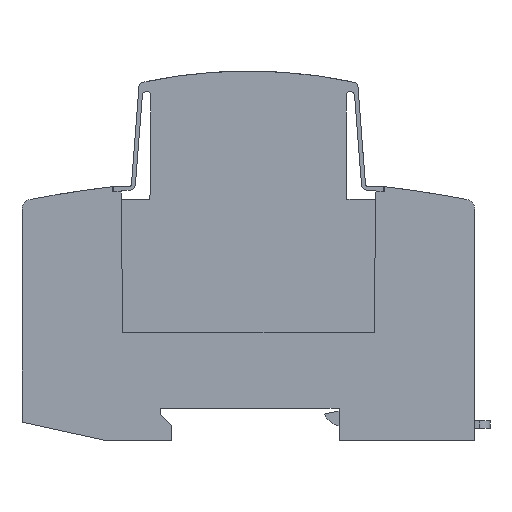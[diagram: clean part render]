
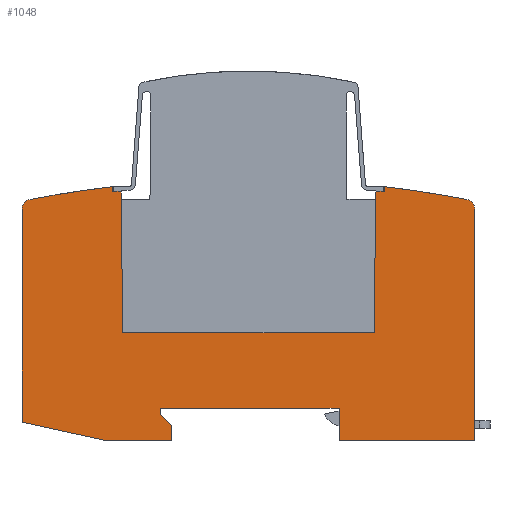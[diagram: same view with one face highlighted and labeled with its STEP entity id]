
A CAD part, left-side view. The second image highlights one B-rep face of the part: STEP entity #1048.
In plain terms, the highlighted planar face has unit normal (-1, 0, 0).
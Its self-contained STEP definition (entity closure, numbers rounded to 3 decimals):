
#1048=ADVANCED_FACE('',(#2116),#2117,.F.);
#2116=FACE_OUTER_BOUND('',#3175,.T.);
#2117=PLANE('',#3176);
#3175=EDGE_LOOP('',(#6418,#6419,#6420,#6421,#6422,#6423,#6424,#6425,#6426,#6427,#6428,#6429,#6430,#6431,#6432,#6433,#6434,#6435,#6436,#6437,#6438,#6439,#6440,#6441,#6442));
#3176=AXIS2_PLACEMENT_3D('',#6443,#6444,#6445);
#6418=ORIENTED_EDGE('',*,*,#7647,.F.);
#6419=ORIENTED_EDGE('',*,*,#7654,.T.);
#6420=ORIENTED_EDGE('',*,*,#7641,.F.);
#6421=ORIENTED_EDGE('',*,*,#7658,.T.);
#6422=ORIENTED_EDGE('',*,*,#7662,.T.);
#6423=ORIENTED_EDGE('',*,*,#7666,.F.);
#6424=ORIENTED_EDGE('',*,*,#7670,.F.);
#6425=ORIENTED_EDGE('',*,*,#7674,.F.);
#6426=ORIENTED_EDGE('',*,*,#7678,.F.);
#6427=ORIENTED_EDGE('',*,*,#7682,.F.);
#6428=ORIENTED_EDGE('',*,*,#7686,.F.);
#6429=ORIENTED_EDGE('',*,*,#7690,.F.);
#6430=ORIENTED_EDGE('',*,*,#7694,.F.);
#6431=ORIENTED_EDGE('',*,*,#7697,.F.);
#6432=ORIENTED_EDGE('',*,*,#6834,.F.);
#6433=ORIENTED_EDGE('',*,*,#7701,.F.);
#6434=ORIENTED_EDGE('',*,*,#7705,.F.);
#6435=ORIENTED_EDGE('',*,*,#7709,.F.);
#6436=ORIENTED_EDGE('',*,*,#7713,.F.);
#6437=ORIENTED_EDGE('',*,*,#7717,.T.);
#6438=ORIENTED_EDGE('',*,*,#7721,.T.);
#6439=ORIENTED_EDGE('',*,*,#7725,.F.);
#6440=ORIENTED_EDGE('',*,*,#7729,.F.);
#6441=ORIENTED_EDGE('',*,*,#7732,.F.);
#6442=ORIENTED_EDGE('',*,*,#7735,.T.);
#6443=CARTESIAN_POINT('',(-9.0,44.676,22.202));
#6444=DIRECTION('',(1.0,0.0,0.));
#6445=DIRECTION('',(0.,0.0,-1.0));
#6834=EDGE_CURVE('',#8383,#8385,#8386,.T.);
#7641=EDGE_CURVE('',#9520,#9522,#9523,.T.);
#7647=EDGE_CURVE('',#9530,#9532,#9533,.T.);
#7654=EDGE_CURVE('',#9530,#9522,#9541,.T.);
#7658=EDGE_CURVE('',#9520,#9545,#9547,.T.);
#7662=EDGE_CURVE('',#9545,#9551,#9553,.T.);
#7666=EDGE_CURVE('',#9557,#9551,#9559,.T.);
#7670=EDGE_CURVE('',#9563,#9557,#9565,.T.);
#7674=EDGE_CURVE('',#9569,#9563,#9571,.T.);
#7678=EDGE_CURVE('',#9575,#9569,#9577,.T.);
#7682=EDGE_CURVE('',#9581,#9575,#9583,.T.);
#7686=EDGE_CURVE('',#9587,#9581,#9589,.T.);
#7690=EDGE_CURVE('',#9593,#9587,#9595,.T.);
#7694=EDGE_CURVE('',#9599,#9593,#9601,.T.);
#7697=EDGE_CURVE('',#8385,#9599,#9604,.T.);
#7701=EDGE_CURVE('',#9608,#8383,#9610,.T.);
#7705=EDGE_CURVE('',#9614,#9608,#9616,.T.);
#7709=EDGE_CURVE('',#9620,#9614,#9622,.T.);
#7713=EDGE_CURVE('',#9626,#9620,#9628,.T.);
#7717=EDGE_CURVE('',#9626,#9632,#9634,.T.);
#7721=EDGE_CURVE('',#9632,#9638,#9640,.T.);
#7725=EDGE_CURVE('',#9644,#9638,#9646,.T.);
#7729=EDGE_CURVE('',#9650,#9644,#9652,.T.);
#7732=EDGE_CURVE('',#9654,#9650,#9656,.T.);
#7735=EDGE_CURVE('',#9654,#9532,#9659,.T.);
#8383=VERTEX_POINT('',#10928);
#8385=VERTEX_POINT('',#10931);
#8386=LINE('',#10932,#10933);
#9520=VERTEX_POINT('',#12793);
#9522=VERTEX_POINT('',#12796);
#9523=LINE('',#12797,#12798);
#9530=VERTEX_POINT('',#12808);
#9532=VERTEX_POINT('',#12811);
#9533=LINE('',#12812,#12813);
#9541=LINE('',#12825,#12826);
#9545=VERTEX_POINT('',#12831);
#9547=LINE('',#12834,#12835);
#9551=VERTEX_POINT('',#12840);
#9553=LINE('',#12843,#12844);
#9557=VERTEX_POINT('',#12848);
#9559=CIRCLE('',#12851,230.);
#9563=VERTEX_POINT('',#12855);
#9565=CIRCLE('',#12858,2.);
#9569=VERTEX_POINT('',#12863);
#9571=LINE('',#12866,#12867);
#9575=VERTEX_POINT('',#12872);
#9577=LINE('',#12875,#12876);
#9581=VERTEX_POINT('',#12881);
#9583=LINE('',#12884,#12885);
#9587=VERTEX_POINT('',#12890);
#9589=LINE('',#12893,#12894);
#9593=VERTEX_POINT('',#12899);
#9595=LINE('',#12902,#12903);
#9599=VERTEX_POINT('',#12908);
#9601=LINE('',#12911,#12912);
#9604=LINE('',#12916,#12917);
#9608=VERTEX_POINT('',#12922);
#9610=LINE('',#12925,#12926);
#9614=VERTEX_POINT('',#12931);
#9616=LINE('',#12934,#12935);
#9620=VERTEX_POINT('',#12939);
#9622=CIRCLE('',#12942,2.);
#9626=VERTEX_POINT('',#12946);
#9628=CIRCLE('',#12949,230.);
#9632=VERTEX_POINT('',#12954);
#9634=LINE('',#12957,#12958);
#9638=VERTEX_POINT('',#12963);
#9640=LINE('',#12966,#12967);
#9644=VERTEX_POINT('',#12972);
#9646=LINE('',#12975,#12976);
#9650=VERTEX_POINT('',#12981);
#9652=LINE('',#12984,#12985);
#9654=VERTEX_POINT('',#12987);
#9656=LINE('',#12990,#12991);
#9659=LINE('',#12995,#12996);
#10928=CARTESIAN_POINT('',(-9.0,27.0,0.));
#10931=CARTESIAN_POINT('',(-9.0,27.0,6.5));
#10932=CARTESIAN_POINT('',(-9.0,27.0,0.));
#10933=VECTOR('',#13499,1.0);
#12793=CARTESIAN_POINT('',(-9.0,72.0,49.5));
#12796=CARTESIAN_POINT('',(-9.0,70.26,49.676));
#12797=CARTESIAN_POINT('',(-9.0,72.0,49.5));
#12798=VECTOR('',#14288,1.0);
#12808=CARTESIAN_POINT('',(-9.0,70.26,49.26));
#12811=CARTESIAN_POINT('',(-9.0,70.018,21.5));
#12812=CARTESIAN_POINT('',(-9.0,70.26,49.26));
#12813=VECTOR('',#14293,1.0);
#12825=CARTESIAN_POINT('',(-9.0,70.26,49.26));
#12826=VECTOR('',#14298,1.0);
#12831=CARTESIAN_POINT('',(-9.0,72.0,50.5));
#12834=CARTESIAN_POINT('',(-9.0,72.0,49.5));
#12835=VECTOR('',#14301,1.0);
#12840=CARTESIAN_POINT('',(-9.0,72.25,50.5));
#12843=CARTESIAN_POINT('',(-9.0,72.0,50.5));
#12844=VECTOR('',#14304,1.0);
#12848=CARTESIAN_POINT('',(-9.0,88.377,47.993));
#12851=AXIS2_PLACEMENT_3D('',#14309,#14310,#14311);
#12855=CARTESIAN_POINT('',(-9.0,90.0,46.028));
#12858=AXIS2_PLACEMENT_3D('',#14316,#14317,#14318);
#12863=CARTESIAN_POINT('',(-9.0,90.0,3.719));
#12866=CARTESIAN_POINT('',(-9.0,90.0,3.719));
#12867=VECTOR('',#14321,1.0);
#12872=CARTESIAN_POINT('',(-9.0,73.0,0.));
#12875=CARTESIAN_POINT('',(-9.0,73.0,0.));
#12876=VECTOR('',#14324,1.0);
#12881=CARTESIAN_POINT('',(-9.0,60.2,0.));
#12884=CARTESIAN_POINT('',(-9.0,60.2,0.));
#12885=VECTOR('',#14327,1.0);
#12890=CARTESIAN_POINT('',(-9.0,60.2,3.));
#12893=CARTESIAN_POINT('',(-9.0,60.2,3.));
#12894=VECTOR('',#14330,1.0);
#12899=CARTESIAN_POINT('',(-9.0,62.5,5.3));
#12902=CARTESIAN_POINT('',(-9.0,62.5,5.3));
#12903=VECTOR('',#14333,1.0);
#12908=CARTESIAN_POINT('',(-9.0,62.5,6.5));
#12911=CARTESIAN_POINT('',(-9.0,62.5,6.5));
#12912=VECTOR('',#14336,1.0);
#12916=CARTESIAN_POINT('',(-9.0,27.0,6.5));
#12917=VECTOR('',#14338,1.0);
#12922=CARTESIAN_POINT('',(-9.0,0.0,0.));
#12925=CARTESIAN_POINT('',(-9.0,0.0,0.));
#12926=VECTOR('',#14341,1.0);
#12931=CARTESIAN_POINT('',(-9.0,0.0,46.028));
#12934=CARTESIAN_POINT('',(-9.0,0.0,46.028));
#12935=VECTOR('',#14344,1.0);
#12939=CARTESIAN_POINT('',(-9.0,1.623,47.993));
#12942=AXIS2_PLACEMENT_3D('',#14349,#14350,#14351);
#12946=CARTESIAN_POINT('',(-9.0,17.75,50.5));
#12949=AXIS2_PLACEMENT_3D('',#14356,#14357,#14358);
#12954=CARTESIAN_POINT('',(-9.0,18.0,50.5));
#12957=CARTESIAN_POINT('',(-9.0,17.75,50.5));
#12958=VECTOR('',#14361,1.0);
#12963=CARTESIAN_POINT('',(-9.0,18.0,49.5));
#12966=CARTESIAN_POINT('',(-9.0,18.0,50.5));
#12967=VECTOR('',#14364,1.0);
#12972=CARTESIAN_POINT('',(-9.0,19.74,49.67));
#12975=CARTESIAN_POINT('',(-9.0,19.74,49.67));
#12976=VECTOR('',#14367,1.0);
#12981=CARTESIAN_POINT('',(-9.0,19.74,49.26));
#12984=CARTESIAN_POINT('',(-9.0,19.74,49.26));
#12985=VECTOR('',#14370,1.0);
#12987=CARTESIAN_POINT('',(-9.0,19.982,21.5));
#12990=CARTESIAN_POINT('',(-9.0,19.982,21.5));
#12991=VECTOR('',#14372,1.0);
#12995=CARTESIAN_POINT('',(-9.0,19.982,21.5));
#12996=VECTOR('',#14374,1.0);
#13499=DIRECTION('',(0.,0.0,1.0));
#14288=DIRECTION('',(0.,-0.995,0.101));
#14293=DIRECTION('',(0.,-0.009,-1.));
#14298=DIRECTION('',(0.,0.0,1.0));
#14301=DIRECTION('',(0.,0.0,1.0));
#14304=DIRECTION('',(0.0,1.0,0.0));
#14309=CARTESIAN_POINT('',(-9.,45.,-177.88));
#14310=DIRECTION('',(1.0,0.0,0.));
#14311=DIRECTION('',(0.,0.0,-1.0));
#14316=CARTESIAN_POINT('',(-9.0,88.,46.028));
#14317=DIRECTION('',(1.0,0.0,0.));
#14318=DIRECTION('',(0.,0.0,-1.0));
#14321=DIRECTION('',(0.,0.0,1.0));
#14324=DIRECTION('',(0.,0.977,0.214));
#14327=DIRECTION('',(0.0,1.0,0.0));
#14330=DIRECTION('',(0.,0.0,-1.0));
#14333=DIRECTION('',(0.,-0.707,-0.707));
#14336=DIRECTION('',(0.,0.0,-1.0));
#14338=DIRECTION('',(0.0,1.0,0.0));
#14341=DIRECTION('',(0.0,1.0,0.0));
#14344=DIRECTION('',(0.,0.0,-1.0));
#14349=CARTESIAN_POINT('',(-9.0,2.,46.028));
#14350=DIRECTION('',(1.0,0.0,0.));
#14351=DIRECTION('',(0.,0.0,-1.0));
#14356=CARTESIAN_POINT('',(-9.,45.,-177.88));
#14357=DIRECTION('',(1.0,0.0,0.));
#14358=DIRECTION('',(0.,0.0,-1.0));
#14361=DIRECTION('',(0.0,1.0,0.0));
#14364=DIRECTION('',(0.,0.0,-1.0));
#14367=DIRECTION('',(0.,-0.995,-0.097));
#14370=DIRECTION('',(0.,0.0,1.0));
#14372=DIRECTION('',(0.,-0.009,1.));
#14374=DIRECTION('',(0.0,1.0,0.0));
